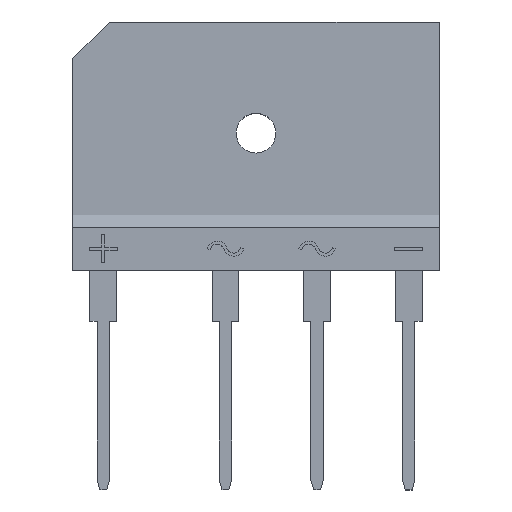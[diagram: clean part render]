
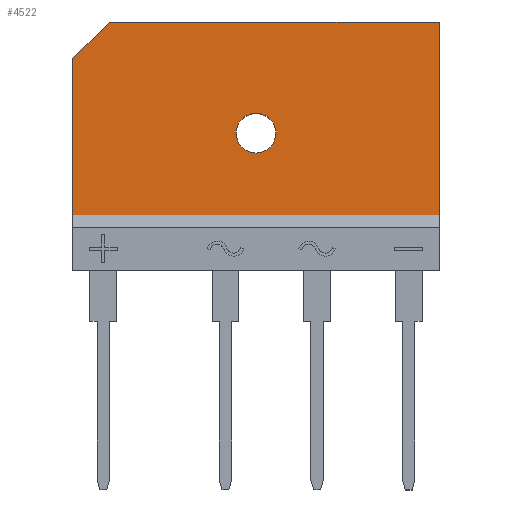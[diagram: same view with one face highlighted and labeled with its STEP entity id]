
A CAD part, top view. The second image highlights one B-rep face of the part: STEP entity #4522.
In plain terms, the highlighted planar face has unit normal (0, 0, 1).
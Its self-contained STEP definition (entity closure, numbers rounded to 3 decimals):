
#95 = VERTEX_POINT ( 'NONE', #3150 ) ;
#325 = DIRECTION ( 'NONE',  ( 0., -1., 0. ) ) ;
#406 = AXIS2_PLACEMENT_3D ( 'NONE', #2352, #523, #3658 ) ;
#416 = CARTESIAN_POINT ( 'NONE',  ( 15., 8.7, 1.3 ) ) ;
#449 = VECTOR ( 'NONE', #325, 1000. ) ;
#451 = LINE ( 'NONE', #2979, #3452 ) ;
#523 = DIRECTION ( 'NONE',  ( 0., 0., -1. ) ) ;
#544 = VERTEX_POINT ( 'NONE', #4679 ) ;
#609 = ORIENTED_EDGE ( 'NONE', *, *, #1771, .F. ) ;
#613 = DIRECTION ( 'NONE',  ( -0.707, -0.707, 0. ) ) ;
#750 = DIRECTION ( 'NONE',  ( 0., 1., 0. ) ) ;
#801 = PLANE ( 'NONE',  #406 ) ;
#808 = DIRECTION ( 'NONE',  ( 0., 1., 0. ) ) ;
#858 = LINE ( 'NONE', #3127, #3745 ) ;
#932 = ORIENTED_EDGE ( 'NONE', *, *, #3061, .F. ) ;
#949 = CARTESIAN_POINT ( 'NONE',  ( 15., 8.7, 1.3 ) ) ;
#1021 = EDGE_LOOP ( 'NONE', ( #2277, #3362 ) ) ;
#1049 = CARTESIAN_POINT ( 'NONE',  ( -12., 24.5, 1.3 ) ) ;
#1056 = VERTEX_POINT ( 'NONE', #1049 ) ;
#1116 = CARTESIAN_POINT ( 'NONE',  ( 0., 15.4, 1.3 ) ) ;
#1397 = VERTEX_POINT ( 'NONE', #949 ) ;
#1557 = EDGE_CURVE ( 'NONE', #1056, #544, #451, .T. ) ;
#1605 = EDGE_CURVE ( 'NONE', #544, #4330, #2442, .T. ) ;
#1661 = LINE ( 'NONE', #4023, #3132 ) ;
#1771 = EDGE_CURVE ( 'NONE', #1397, #4330, #4677, .T. ) ;
#1826 = ORIENTED_EDGE ( 'NONE', *, *, #1557, .T. ) ;
#1868 = AXIS2_PLACEMENT_3D ( 'NONE', #1116, #3859, #750 ) ;
#2277 = ORIENTED_EDGE ( 'NONE', *, *, #2586, .T. ) ;
#2288 = AXIS2_PLACEMENT_3D ( 'NONE', #3953, #2777, #808 ) ;
#2352 = CARTESIAN_POINT ( 'NONE',  ( 15., 24.5, 1.3 ) ) ;
#2414 = VERTEX_POINT ( 'NONE', #4803 ) ;
#2438 = ORIENTED_EDGE ( 'NONE', *, *, #1605, .T. ) ;
#2442 = LINE ( 'NONE', #4968, #449 ) ;
#2584 = EDGE_LOOP ( 'NONE', ( #4906, #1826, #2438, #609, #932 ) ) ;
#2586 = EDGE_CURVE ( 'NONE', #95, #2414, #3192, .T. ) ;
#2777 = DIRECTION ( 'NONE',  ( 0., 0., -1. ) ) ;
#2872 = CARTESIAN_POINT ( 'NONE',  ( -15., 8.7, 1.3 ) ) ;
#2880 = DIRECTION ( 'NONE',  ( -1., 0., 0. ) ) ;
#2979 = CARTESIAN_POINT ( 'NONE',  ( -12., 24.5, 1.3 ) ) ;
#3056 = EDGE_CURVE ( 'NONE', #4980, #1056, #1661, .T. ) ;
#3061 = EDGE_CURVE ( 'NONE', #4980, #1397, #858, .T. ) ;
#3127 = CARTESIAN_POINT ( 'NONE',  ( 15., 24.5, 1.3 ) ) ;
#3132 = VECTOR ( 'NONE', #2880, 1000. ) ;
#3150 = CARTESIAN_POINT ( 'NONE',  ( 1.625, 15.4, 1.3 ) ) ;
#3192 = CIRCLE ( 'NONE', #2288, 1.625 ) ;
#3329 = FACE_BOUND ( 'NONE', #1021, .T. ) ;
#3362 = ORIENTED_EDGE ( 'NONE', *, *, #5054, .T. ) ;
#3452 = VECTOR ( 'NONE', #613, 1000. ) ;
#3658 = DIRECTION ( 'NONE',  ( 0., 1., 0. ) ) ;
#3745 = VECTOR ( 'NONE', #4411, 1000. ) ;
#3758 = CARTESIAN_POINT ( 'NONE',  ( 15., 24.5, 1.3 ) ) ;
#3832 = FACE_OUTER_BOUND ( 'NONE', #2584, .T. ) ;
#3859 = DIRECTION ( 'NONE',  ( 0., 0., -1. ) ) ;
#3904 = DIRECTION ( 'NONE',  ( -1., 0., 0. ) ) ;
#3953 = CARTESIAN_POINT ( 'NONE',  ( 0., 15.4, 1.3 ) ) ;
#4023 = CARTESIAN_POINT ( 'NONE',  ( 15., 24.5, 1.3 ) ) ;
#4314 = CIRCLE ( 'NONE', #1868, 1.625 ) ;
#4330 = VERTEX_POINT ( 'NONE', #2872 ) ;
#4411 = DIRECTION ( 'NONE',  ( 0., -1., 0. ) ) ;
#4522 = ADVANCED_FACE ( 'NONE', ( #3329, #3832 ), #801, .F. ) ;
#4677 = LINE ( 'NONE', #416, #4960 ) ;
#4679 = CARTESIAN_POINT ( 'NONE',  ( -15., 21.5, 1.3 ) ) ;
#4803 = CARTESIAN_POINT ( 'NONE',  ( -1.625, 15.4, 1.3 ) ) ;
#4906 = ORIENTED_EDGE ( 'NONE', *, *, #3056, .T. ) ;
#4960 = VECTOR ( 'NONE', #3904, 1000. ) ;
#4968 = CARTESIAN_POINT ( 'NONE',  ( -15., 24.5, 1.3 ) ) ;
#4980 = VERTEX_POINT ( 'NONE', #3758 ) ;
#5054 = EDGE_CURVE ( 'NONE', #2414, #95, #4314, .T. ) ;
